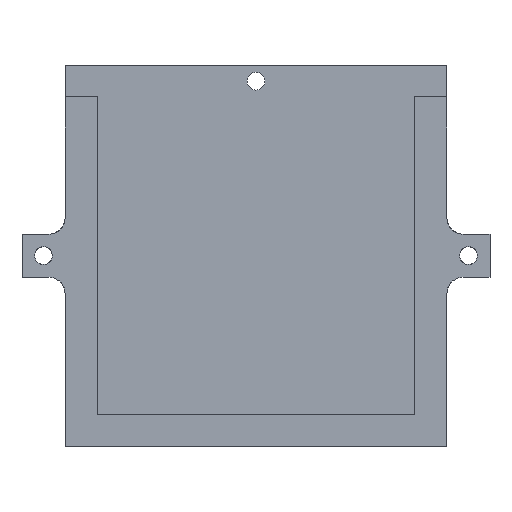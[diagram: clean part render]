
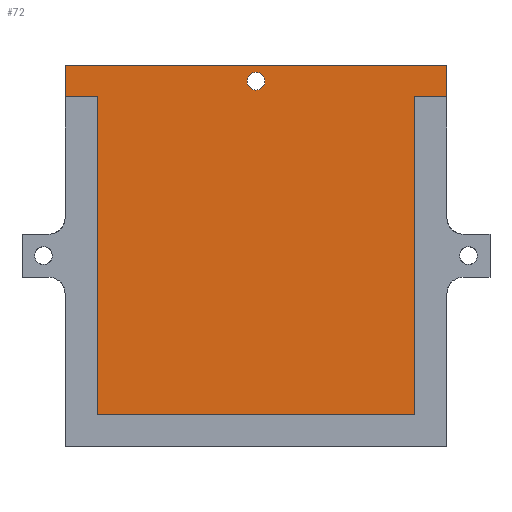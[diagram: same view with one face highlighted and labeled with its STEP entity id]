
A CAD part, top view. The second image highlights one B-rep face of the part: STEP entity #72.
In plain terms, the highlighted planar face has unit normal (0, 0, 1).
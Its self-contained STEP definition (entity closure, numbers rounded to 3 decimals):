
#72=ADVANCED_FACE('',(#241,#243),#245,.T.);
#241=FACE_BOUND('',#242,.T.);
#242=EDGE_LOOP('',(#631,#632,#633,#634,#635,#636,#637,#638));
#243=FACE_BOUND('',#244,.T.);
#244=EDGE_LOOP('',(#639));
#245=PLANE('',#246);
#246=AXIS2_PLACEMENT_3D('',#247,#248,#249);
#247=CARTESIAN_POINT('',(0.,0.,4.));
#248=DIRECTION('',(0.,0.,1.));
#249=DIRECTION('',(1.,0.,0.));
#631=ORIENTED_EDGE('',*,*,#792,.F.);
#632=ORIENTED_EDGE('',*,*,#760,.T.);
#633=ORIENTED_EDGE('',*,*,#808,.T.);
#634=ORIENTED_EDGE('',*,*,#747,.T.);
#635=ORIENTED_EDGE('',*,*,#804,.F.);
#636=ORIENTED_EDGE('',*,*,#802,.F.);
#637=ORIENTED_EDGE('',*,*,#796,.F.);
#638=ORIENTED_EDGE('',*,*,#794,.F.);
#639=ORIENTED_EDGE('',*,*,#809,.T.);
#747=EDGE_CURVE('',#879,#877,#880,.T.);
#760=EDGE_CURVE('',#903,#901,#904,.T.);
#792=EDGE_CURVE('',#903,#956,#957,.T.);
#794=EDGE_CURVE('',#956,#959,#960,.T.);
#796=EDGE_CURVE('',#959,#962,#963,.T.);
#802=EDGE_CURVE('',#962,#973,#974,.T.);
#804=EDGE_CURVE('',#973,#877,#976,.T.);
#808=EDGE_CURVE('',#901,#879,#981,.T.);
#809=EDGE_CURVE('',#982,#982,#983,.F.);
#877=VERTEX_POINT('',#1110);
#879=VERTEX_POINT('',#1114);
#880=LINE('',#1115,#1116);
#901=VERTEX_POINT('',#1166);
#903=VERTEX_POINT('',#1170);
#904=LINE('',#1171,#1172);
#956=VERTEX_POINT('',#1312);
#957=LINE('',#1313,#1314);
#959=VERTEX_POINT('',#1319);
#960=LINE('',#1320,#1321);
#962=VERTEX_POINT('',#1326);
#963=LINE('',#1327,#1328);
#973=VERTEX_POINT('',#1349);
#974=LINE('',#1350,#1351);
#976=LINE('',#1356,#1357);
#981=LINE('',#1372,#1373);
#982=VERTEX_POINT('',#1375);
#983=CIRCLE('',#1376,1.65);
#1110=CARTESIAN_POINT('',(-35.5,29.5,4.));
#1114=CARTESIAN_POINT('',(-35.5,35.5,4.));
#1115=CARTESIAN_POINT('',(-35.5,35.5,4.));
#1116=VECTOR('',#1117,1.);
#1117=DIRECTION('',(0.,-1.,0.));
#1166=CARTESIAN_POINT('',(35.5,35.5,4.));
#1170=CARTESIAN_POINT('',(35.5,29.5,4.));
#1171=CARTESIAN_POINT('',(35.5,29.5,4.));
#1172=VECTOR('',#1173,1.);
#1173=DIRECTION('',(0.,1.,0.));
#1312=CARTESIAN_POINT('',(29.5,29.5,4.));
#1313=CARTESIAN_POINT('',(35.5,29.5,4.));
#1314=VECTOR('',#1315,1.);
#1315=DIRECTION('',(-1.,0.,0.));
#1319=CARTESIAN_POINT('',(29.5,-29.5,4.));
#1320=CARTESIAN_POINT('',(29.5,29.5,4.));
#1321=VECTOR('',#1322,1.);
#1322=DIRECTION('',(0.,-1.,0.));
#1326=CARTESIAN_POINT('',(-29.5,-29.5,4.));
#1327=CARTESIAN_POINT('',(29.5,-29.5,4.));
#1328=VECTOR('',#1329,1.);
#1329=DIRECTION('',(-1.,0.,0.));
#1349=CARTESIAN_POINT('',(-29.5,29.5,4.));
#1350=CARTESIAN_POINT('',(-29.5,-29.5,4.));
#1351=VECTOR('',#1352,1.);
#1352=DIRECTION('',(0.,1.,0.));
#1356=CARTESIAN_POINT('',(-29.5,29.5,4.));
#1357=VECTOR('',#1358,1.);
#1358=DIRECTION('',(-1.,0.,0.));
#1372=CARTESIAN_POINT('',(35.5,35.5,4.));
#1373=VECTOR('',#1374,1.);
#1374=DIRECTION('',(-1.,0.,0.));
#1375=CARTESIAN_POINT('',(1.65,32.5,4.));
#1376=AXIS2_PLACEMENT_3D('',#1377,#1378,#1379);
#1377=CARTESIAN_POINT('',(0.,32.5,4.));
#1378=DIRECTION('',(0.,0.,1.));
#1379=DIRECTION('',(1.,0.,0.));
